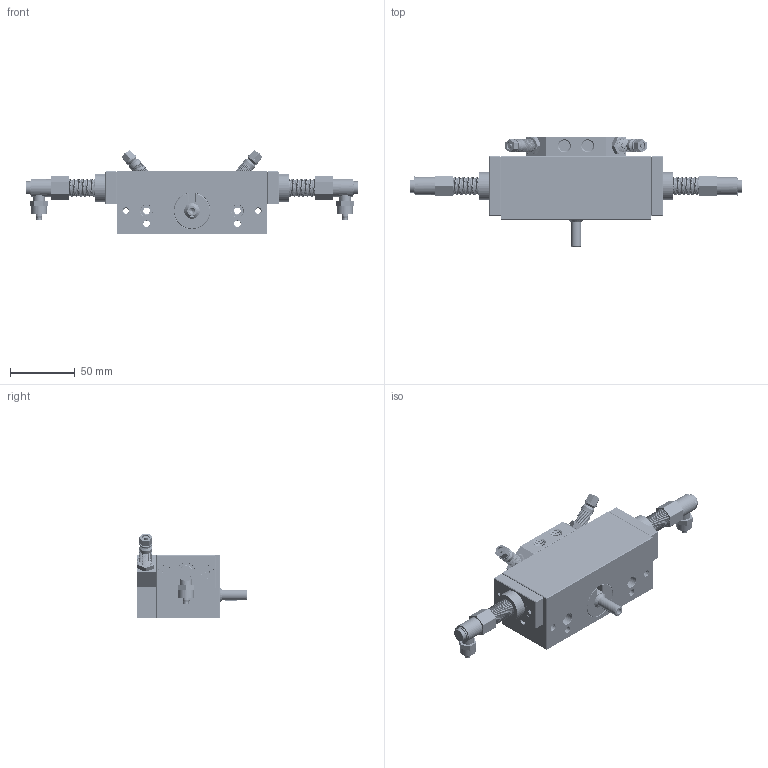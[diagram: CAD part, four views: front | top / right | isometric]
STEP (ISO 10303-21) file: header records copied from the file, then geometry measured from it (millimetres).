
FILE_DESCRIPTION(/* description */ (''),/* implementation_level */ '2;1');
FILE_NAME(/* name */ 'a19e98c6-b727-4cc6-adf6-94fded393bd4.stp',/* time_stamp */ '2020-11-20T08:44:31+00:00',/* author */ (''),/* organization */ (''),/* preprocessor_version */ 'ST-DEVELOPER v18.1',/* originating_system */ 'Autodesk Translation Framework v9.3.0.1241',/* authorisation */ '');
FILE_SCHEMA (('AUTOMOTIVE_DESIGN { 1 0 10303 214 3 1 1 }'));
Products named in the file (19): MD 20/180 A; Body_part_1; Body_part_2; Woodruff_key_3x3,7; Rod; Flat_head_screw_M5; OB 15/10 L; OB 15/10 L_1; Retaining_ring_9; Body_part; Nut_M9; Nut_M14; Body_part_3; AS 10/50; AS 10/50_1; Hex_nut_M10; Screw_M10; Pin_6; Socket_head_screw_M5
Assembly tree (30 placements, depth 3):
  MD 20/180 A
    Body_part_2  x2
    Body_part_1
    Woodruff_key_3x3,7
    Rod
    Flat_head_screw_M5  x4
    OB 15/10 L
      Retaining_ring_9
      Body_part
      Nut_M9
      Nut_M14
    OB 15/10 L_1
      Retaining_ring_9
      Body_part
      Nut_M9
      Nut_M14
    Body_part_3
    AS 10/50
      Hex_nut_M10
      Screw_M10
    AS 10/50_1
      Hex_nut_M10
      Screw_M10
    Pin_6  x2
    Socket_head_screw_M5  x2
Bounding box: 256 x 84.8 x 65.17 mm (x, y, z)
Volume: 362891.5 mm3; surface area: 102636.1 mm2
Topology: 26 solids, 26 shells, 2437 faces, 6683 edges, 4341 vertices
Faces by surface type: cylinder 1749, plane 406, cone 153, bspline 119, sphere 8, torus 2
Full cylindrical faces by diameter (mm): 2 x1, 3 x4, 3.332 x6, 3.961 x98, 4 x2, 4.109 x2, 4.234 x108, 4.5 x2, 5 x108, 5.035 x24, 5.12 x48, 6 x10, 6.147 x12, 7.5 x2, 8 x1, 8.036 x6, 8.047 x6, 8.4 x2, 8.5 x2, 8.526 x69, 8.744 x32, 8.908 x14, 8.913 x4, 9.146 x6, 9.4 x4, 9.884 x60, 10 x10, 10.161 x6, 10.198 x68, 12 x2
Entity records: 139329 total; most frequent: CARTESIAN_POINT 101687, ORIENTED_EDGE 9118, DIRECTION 5616, EDGE_CURVE 4559, VERTEX_POINT 2970, B_SPLINE_CURVE_WITH_KNOTS 2537, AXIS2_PLACEMENT_3D 2039, EDGE_LOOP 1739
